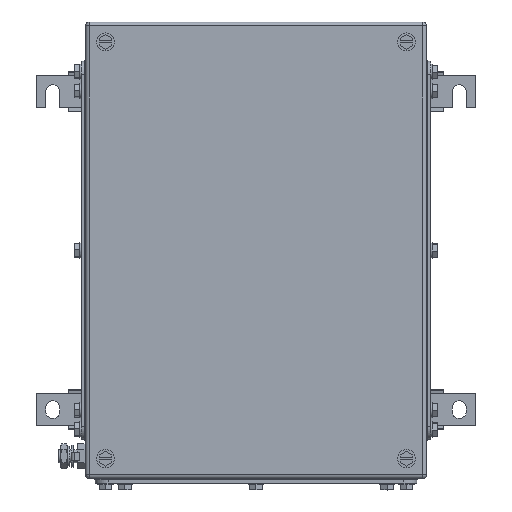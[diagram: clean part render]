
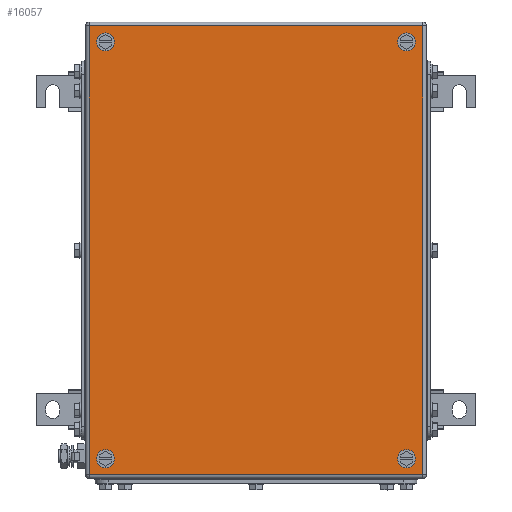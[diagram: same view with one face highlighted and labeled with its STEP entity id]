
A CAD part, top view. The second image highlights one B-rep face of the part: STEP entity #16057.
In plain terms, the highlighted planar face has unit normal (0, 0, 1).
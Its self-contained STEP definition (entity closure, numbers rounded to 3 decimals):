
#15931=AXIS2_PLACEMENT_3D('Circle Axis2P3D',#15929,#15930,$) ;
#15958=AXIS2_PLACEMENT_3D('Plane Axis2P3D',#15955,#15956,#15957) ;
#15996=AXIS2_PLACEMENT_3D('Circle Axis2P3D',#15994,#15995,$) ;
#16005=AXIS2_PLACEMENT_3D('Circle Axis2P3D',#16003,#16004,$) ;
#16014=AXIS2_PLACEMENT_3D('Circle Axis2P3D',#16012,#16013,$) ;
#16023=AXIS2_PLACEMENT_3D('Circle Axis2P3D',#16021,#16022,$) ;
#16032=AXIS2_PLACEMENT_3D('Circle Axis2P3D',#16030,#16031,$) ;
#16041=AXIS2_PLACEMENT_3D('Circle Axis2P3D',#16039,#16040,$) ;
#16050=AXIS2_PLACEMENT_3D('Circle Axis2P3D',#16048,#16049,$) ;
#15926=CARTESIAN_POINT('Vertex',(56.5,348.5,203.5)) ;
#15929=CARTESIAN_POINT('Axis2P3D Location',(53.,348.5,203.5)) ;
#15933=CARTESIAN_POINT('Vertex',(49.5,348.5,203.5)) ;
#15955=CARTESIAN_POINT('Axis2P3D Location',(170.5,186.,203.5)) ;
#15960=CARTESIAN_POINT('Line Origine',(170.5,360.5,203.5)) ;
#15964=CARTESIAN_POINT('Vertex',(300.,360.5,203.5)) ;
#15966=CARTESIAN_POINT('Vertex',(41.,360.5,203.5)) ;
#15969=CARTESIAN_POINT('Line Origine',(41.,186.,203.5)) ;
#15973=CARTESIAN_POINT('Vertex',(41.,11.5,203.5)) ;
#15976=CARTESIAN_POINT('Line Origine',(170.5,11.5,203.5)) ;
#15980=CARTESIAN_POINT('Vertex',(300.,11.5,203.5)) ;
#15983=CARTESIAN_POINT('Line Origine',(300.,186.,203.5)) ;
#15994=CARTESIAN_POINT('Axis2P3D Location',(53.,348.5,203.5)) ;
#16003=CARTESIAN_POINT('Axis2P3D Location',(53.,23.5,203.5)) ;
#16007=CARTESIAN_POINT('Vertex',(49.5,23.5,203.5)) ;
#16009=CARTESIAN_POINT('Vertex',(56.5,23.5,203.5)) ;
#16012=CARTESIAN_POINT('Axis2P3D Location',(53.,23.5,203.5)) ;
#16021=CARTESIAN_POINT('Axis2P3D Location',(288.,23.5,203.5)) ;
#16025=CARTESIAN_POINT('Vertex',(291.5,23.5,203.5)) ;
#16027=CARTESIAN_POINT('Vertex',(284.5,23.5,203.5)) ;
#16030=CARTESIAN_POINT('Axis2P3D Location',(288.,23.5,203.5)) ;
#16039=CARTESIAN_POINT('Axis2P3D Location',(288.,348.5,203.5)) ;
#16043=CARTESIAN_POINT('Vertex',(291.5,348.5,203.5)) ;
#16045=CARTESIAN_POINT('Vertex',(284.5,348.5,203.5)) ;
#16048=CARTESIAN_POINT('Axis2P3D Location',(288.,348.5,203.5)) ;
#15930=DIRECTION('Axis2P3D Direction',(0.,0.,1.)) ;
#15956=DIRECTION('Axis2P3D Direction',(0.,0.,1.)) ;
#15957=DIRECTION('Axis2P3D XDirection',(1.,0.,0.)) ;
#15961=DIRECTION('Vector Direction',(1.,0.,0.)) ;
#15970=DIRECTION('Vector Direction',(0.,-1.,0.)) ;
#15977=DIRECTION('Vector Direction',(1.,0.,0.)) ;
#15984=DIRECTION('Vector Direction',(0.,1.,0.)) ;
#15995=DIRECTION('Axis2P3D Direction',(0.,0.,1.)) ;
#16004=DIRECTION('Axis2P3D Direction',(0.,0.,1.)) ;
#16013=DIRECTION('Axis2P3D Direction',(0.,0.,1.)) ;
#16022=DIRECTION('Axis2P3D Direction',(0.,0.,1.)) ;
#16031=DIRECTION('Axis2P3D Direction',(0.,0.,1.)) ;
#16040=DIRECTION('Axis2P3D Direction',(0.,0.,1.)) ;
#16049=DIRECTION('Axis2P3D Direction',(0.,0.,1.)) ;
#15962=VECTOR('Line Direction',#15961,1.) ;
#15971=VECTOR('Line Direction',#15970,1.) ;
#15978=VECTOR('Line Direction',#15977,1.) ;
#15985=VECTOR('Line Direction',#15984,1.) ;
#15989=ORIENTED_EDGE('',*,*,#15968,.T.) ;
#15990=ORIENTED_EDGE('',*,*,#15975,.T.) ;
#15991=ORIENTED_EDGE('',*,*,#15982,.T.) ;
#15992=ORIENTED_EDGE('',*,*,#15987,.T.) ;
#16000=ORIENTED_EDGE('',*,*,#15998,.F.) ;
#16001=ORIENTED_EDGE('',*,*,#15935,.F.) ;
#16018=ORIENTED_EDGE('',*,*,#16011,.F.) ;
#16019=ORIENTED_EDGE('',*,*,#16016,.F.) ;
#16036=ORIENTED_EDGE('',*,*,#16029,.F.) ;
#16037=ORIENTED_EDGE('',*,*,#16034,.F.) ;
#16054=ORIENTED_EDGE('',*,*,#16047,.F.) ;
#16055=ORIENTED_EDGE('',*,*,#16052,.F.) ;
#16002=FACE_BOUND('',#15999,.T.) ;
#16020=FACE_BOUND('',#16017,.T.) ;
#16038=FACE_BOUND('',#16035,.T.) ;
#16056=FACE_BOUND('',#16053,.T.) ;
#16057=ADVANCED_FACE('1195980000.1\\ZUB_DE_KTB_FS_260x260.1\\DE_KTB_MH_PART_MASTER.1\\Koerper.2',(#15993,#16002,#16020,#16038,#16056),#15959,.T.) ;
#15932=CIRCLE('generated circle',#15931,3.5) ;
#15997=CIRCLE('generated circle',#15996,3.5) ;
#16006=CIRCLE('generated circle',#16005,3.5) ;
#16015=CIRCLE('generated circle',#16014,3.5) ;
#16024=CIRCLE('generated circle',#16023,3.5) ;
#16033=CIRCLE('generated circle',#16032,3.5) ;
#16042=CIRCLE('generated circle',#16041,3.5) ;
#16051=CIRCLE('generated circle',#16050,3.5) ;
#15935=EDGE_CURVE('',#15927,#15934,#15932,.T.) ;
#15968=EDGE_CURVE('',#15965,#15967,#15963,.F.) ;
#15975=EDGE_CURVE('',#15967,#15974,#15972,.T.) ;
#15982=EDGE_CURVE('',#15974,#15981,#15979,.T.) ;
#15987=EDGE_CURVE('',#15981,#15965,#15986,.T.) ;
#15998=EDGE_CURVE('',#15934,#15927,#15997,.T.) ;
#16011=EDGE_CURVE('',#16008,#16010,#16006,.T.) ;
#16016=EDGE_CURVE('',#16010,#16008,#16015,.T.) ;
#16029=EDGE_CURVE('',#16026,#16028,#16024,.T.) ;
#16034=EDGE_CURVE('',#16028,#16026,#16033,.T.) ;
#16047=EDGE_CURVE('',#16044,#16046,#16042,.T.) ;
#16052=EDGE_CURVE('',#16046,#16044,#16051,.T.) ;
#15988=EDGE_LOOP('',(#15989,#15990,#15991,#15992)) ;
#15999=EDGE_LOOP('',(#16000,#16001)) ;
#16017=EDGE_LOOP('',(#16018,#16019)) ;
#16035=EDGE_LOOP('',(#16036,#16037)) ;
#16053=EDGE_LOOP('',(#16054,#16055)) ;
#15993=FACE_OUTER_BOUND('',#15988,.T.) ;
#15963=LINE('Line',#15960,#15962) ;
#15972=LINE('Line',#15969,#15971) ;
#15979=LINE('Line',#15976,#15978) ;
#15986=LINE('Line',#15983,#15985) ;
#15959=PLANE('',#15958) ;
#15927=VERTEX_POINT('',#15926) ;
#15934=VERTEX_POINT('',#15933) ;
#15965=VERTEX_POINT('',#15964) ;
#15967=VERTEX_POINT('',#15966) ;
#15974=VERTEX_POINT('',#15973) ;
#15981=VERTEX_POINT('',#15980) ;
#16008=VERTEX_POINT('',#16007) ;
#16010=VERTEX_POINT('',#16009) ;
#16026=VERTEX_POINT('',#16025) ;
#16028=VERTEX_POINT('',#16027) ;
#16044=VERTEX_POINT('',#16043) ;
#16046=VERTEX_POINT('',#16045) ;
